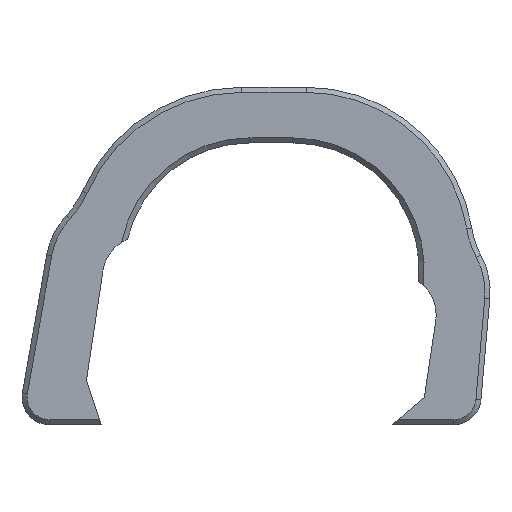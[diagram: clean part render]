
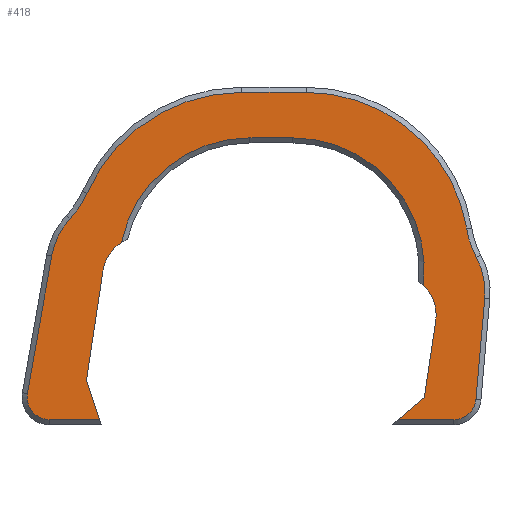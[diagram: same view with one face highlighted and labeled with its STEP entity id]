
A CAD part, front view. The second image highlights one B-rep face of the part: STEP entity #418.
In plain terms, the highlighted planar face has unit normal (0, -1, 0).
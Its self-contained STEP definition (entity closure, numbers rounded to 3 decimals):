
#223=CARTESIAN_POINT('',(0.,-49.891,0.));
#224=DIRECTION('',(0.,1.,0.));
#225=DIRECTION('',(0.,0.,1.));
#226=AXIS2_PLACEMENT_3D('',#223,#224,#225);
#227=PLANE('',#226);
#228=CARTESIAN_POINT('',(-61.685,-49.891,18.166));
#229=VERTEX_POINT('',#228);
#230=CARTESIAN_POINT('',(-60.231,-49.891,18.166));
#231=VERTEX_POINT('',#230);
#232=CARTESIAN_POINT('',(-61.685,-49.891,18.166));
#233=DIRECTION('',(1.,0.,-0.));
#234=VECTOR('',#233,1.454);
#235=LINE('',#232,#234);
#236=EDGE_CURVE('',#229,#231,#235,.T.);
#237=ORIENTED_EDGE('',*,*,#236,.T.);
#238=CARTESIAN_POINT('',(-55.818,-49.891,13.18));
#239=VERTEX_POINT('',#238);
#240=CARTESIAN_POINT('',(-60.231,-49.891,13.721));
#241=DIRECTION('',(0.,1.,0.));
#242=DIRECTION('',(0.,-0.,1.));
#243=AXIS2_PLACEMENT_3D('',#240,#241,#242);
#244=CIRCLE('',#243,4.445);
#245=EDGE_CURVE('',#231,#239,#244,.T.);
#246=ORIENTED_EDGE('',*,*,#245,.T.);
#247=CARTESIAN_POINT('',(-55.394,-49.891,11.956));
#248=VERTEX_POINT('',#247);
#249=CARTESIAN_POINT('',(-56.772,-49.891,12.164));
#250=DIRECTION('',(-0.,1.,-0.));
#251=DIRECTION('',(0.,0.,-1.));
#252=AXIS2_PLACEMENT_3D('',#249,#250,#251);
#253=CIRCLE('',#252,1.393);
#254=EDGE_CURVE('',#239,#248,#253,.T.);
#255=ORIENTED_EDGE('',*,*,#254,.T.);
#256=CARTESIAN_POINT('',(-55.782,-49.891,9.382));
#257=VERTEX_POINT('',#256);
#258=CARTESIAN_POINT('',(-55.782,-49.891,9.382));
#259=DIRECTION('',(0.149,0.,0.989));
#260=VECTOR('',#259,2.604);
#261=LINE('',#258,#260);
#262=EDGE_CURVE('',#257,#248,#261,.T.);
#263=ORIENTED_EDGE('',*,*,#262,.F.);
#264=CARTESIAN_POINT('',(-56.664,-49.891,8.623));
#265=VERTEX_POINT('',#264);
#266=CARTESIAN_POINT('',(-56.664,-49.891,8.623));
#267=DIRECTION('',(0.758,0.,0.652));
#268=VECTOR('',#267,1.163);
#269=LINE('',#266,#268);
#270=EDGE_CURVE('',#265,#257,#269,.T.);
#271=ORIENTED_EDGE('',*,*,#270,.F.);
#272=CARTESIAN_POINT('',(-54.779,-49.891,8.623));
#273=VERTEX_POINT('',#272);
#274=CARTESIAN_POINT('',(-56.664,-49.891,8.623));
#275=DIRECTION('',(1.,0.,-0.));
#276=VECTOR('',#275,1.885);
#277=LINE('',#274,#276);
#278=EDGE_CURVE('',#265,#273,#277,.T.);
#279=ORIENTED_EDGE('',*,*,#278,.T.);
#280=CARTESIAN_POINT('',(-54.032,-49.891,9.307));
#281=VERTEX_POINT('',#280);
#282=CARTESIAN_POINT('',(-54.779,-49.891,9.373));
#283=DIRECTION('',(-0.,-1.,-0.));
#284=DIRECTION('',(0.,-0.,1.));
#285=AXIS2_PLACEMENT_3D('',#282,#283,#284);
#286=CIRCLE('',#285,0.749);
#287=EDGE_CURVE('',#273,#281,#286,.T.);
#288=ORIENTED_EDGE('',*,*,#287,.T.);
#289=CARTESIAN_POINT('',(-53.732,-49.891,12.737));
#290=VERTEX_POINT('',#289);
#291=CARTESIAN_POINT('',(-54.032,-49.891,9.307));
#292=DIRECTION('',(0.087,0.,0.996));
#293=VECTOR('',#292,3.443);
#294=LINE('',#291,#293);
#295=EDGE_CURVE('',#281,#290,#294,.T.);
#296=ORIENTED_EDGE('',*,*,#295,.T.);
#297=CARTESIAN_POINT('',(-54.015,-49.891,14.111));
#298=VERTEX_POINT('',#297);
#299=CARTESIAN_POINT('',(-56.178,-49.891,12.951));
#300=DIRECTION('',(-0.,-1.,-0.));
#301=DIRECTION('',(0.,-0.,1.));
#302=AXIS2_PLACEMENT_3D('',#299,#300,#301);
#303=CIRCLE('',#302,2.455);
#304=EDGE_CURVE('',#290,#298,#303,.T.);
#305=ORIENTED_EDGE('',*,*,#304,.T.);
#306=CARTESIAN_POINT('',(-54.342,-49.891,15.078));
#307=VERTEX_POINT('',#306);
#308=CARTESIAN_POINT('',(-51.286,-49.891,15.575));
#309=DIRECTION('',(0.,1.,0.));
#310=DIRECTION('',(0.,-0.,1.));
#311=AXIS2_PLACEMENT_3D('',#308,#309,#310);
#312=CIRCLE('',#311,3.097);
#313=EDGE_CURVE('',#298,#307,#312,.T.);
#314=ORIENTED_EDGE('',*,*,#313,.T.);
#315=CARTESIAN_POINT('',(-59.783,-49.891,19.706));
#316=VERTEX_POINT('',#315);
#317=CARTESIAN_POINT('',(-59.783,-49.891,14.194));
#318=DIRECTION('',(-0.,-1.,-0.));
#319=DIRECTION('',(0.,-0.,1.));
#320=AXIS2_PLACEMENT_3D('',#317,#318,#319);
#321=CIRCLE('',#320,5.513);
#322=EDGE_CURVE('',#307,#316,#321,.T.);
#323=ORIENTED_EDGE('',*,*,#322,.T.);
#324=CARTESIAN_POINT('',(-61.958,-49.891,19.706));
#325=VERTEX_POINT('',#324);
#326=CARTESIAN_POINT('',(-59.783,-49.891,19.706));
#327=DIRECTION('',(-1.,0.,0.));
#328=VECTOR('',#327,2.175);
#329=LINE('',#326,#328);
#330=EDGE_CURVE('',#316,#325,#329,.T.);
#331=ORIENTED_EDGE('',*,*,#330,.T.);
#332=CARTESIAN_POINT('',(-67.207,-49.891,16.285));
#333=VERTEX_POINT('',#332);
#334=CARTESIAN_POINT('',(-61.958,-49.891,13.97));
#335=DIRECTION('',(-0.,-1.,-0.));
#336=DIRECTION('',(0.,-0.,1.));
#337=AXIS2_PLACEMENT_3D('',#334,#335,#336);
#338=CIRCLE('',#337,5.737);
#339=EDGE_CURVE('',#325,#333,#338,.T.);
#340=ORIENTED_EDGE('',*,*,#339,.T.);
#341=CARTESIAN_POINT('',(-67.776,-49.891,15.422));
#342=VERTEX_POINT('',#341);
#343=CARTESIAN_POINT('',(-70.04,-49.891,17.535));
#344=DIRECTION('',(0.,1.,0.));
#345=DIRECTION('',(0.,-0.,1.));
#346=AXIS2_PLACEMENT_3D('',#343,#344,#345);
#347=CIRCLE('',#346,3.097);
#348=EDGE_CURVE('',#333,#342,#347,.T.);
#349=ORIENTED_EDGE('',*,*,#348,.T.);
#350=CARTESIAN_POINT('',(-68.4,-49.891,14.173));
#351=VERTEX_POINT('',#350);
#352=CARTESIAN_POINT('',(-65.982,-49.891,13.746));
#353=DIRECTION('',(-0.,-1.,-0.));
#354=DIRECTION('',(0.,-0.,1.));
#355=AXIS2_PLACEMENT_3D('',#352,#353,#354);
#356=CIRCLE('',#355,2.455);
#357=EDGE_CURVE('',#342,#351,#356,.T.);
#358=ORIENTED_EDGE('',*,*,#357,.T.);
#359=CARTESIAN_POINT('',(-69.223,-49.891,9.503));
#360=VERTEX_POINT('',#359);
#361=CARTESIAN_POINT('',(-68.4,-49.891,14.173));
#362=DIRECTION('',(-0.174,0.,-0.985));
#363=VECTOR('',#362,4.742);
#364=LINE('',#361,#363);
#365=EDGE_CURVE('',#351,#360,#364,.T.);
#366=ORIENTED_EDGE('',*,*,#365,.T.);
#367=CARTESIAN_POINT('',(-68.485,-49.891,8.623));
#368=VERTEX_POINT('',#367);
#369=CARTESIAN_POINT('',(-68.485,-49.891,9.373));
#370=DIRECTION('',(-0.,-1.,-0.));
#371=DIRECTION('',(0.,-0.,1.));
#372=AXIS2_PLACEMENT_3D('',#369,#370,#371);
#373=CIRCLE('',#372,0.749);
#374=EDGE_CURVE('',#360,#368,#373,.T.);
#375=ORIENTED_EDGE('',*,*,#374,.T.);
#376=CARTESIAN_POINT('',(-66.778,-49.891,8.623));
#377=VERTEX_POINT('',#376);
#378=CARTESIAN_POINT('',(-68.485,-49.891,8.623));
#379=DIRECTION('',(1.,0.,-0.));
#380=VECTOR('',#379,1.707);
#381=LINE('',#378,#380);
#382=EDGE_CURVE('',#368,#377,#381,.T.);
#383=ORIENTED_EDGE('',*,*,#382,.T.);
#384=CARTESIAN_POINT('',(-67.225,-49.891,9.955));
#385=VERTEX_POINT('',#384);
#386=CARTESIAN_POINT('',(-67.225,-49.891,9.955));
#387=DIRECTION('',(0.318,0.,-0.948));
#388=VECTOR('',#387,1.405);
#389=LINE('',#386,#388);
#390=EDGE_CURVE('',#385,#377,#389,.T.);
#391=ORIENTED_EDGE('',*,*,#390,.F.);
#392=CARTESIAN_POINT('',(-66.667,-49.891,13.656));
#393=VERTEX_POINT('',#392);
#394=CARTESIAN_POINT('',(-67.225,-49.891,9.955));
#395=DIRECTION('',(0.149,-0.,0.989));
#396=VECTOR('',#395,3.743);
#397=LINE('',#394,#396);
#398=EDGE_CURVE('',#385,#393,#397,.T.);
#399=ORIENTED_EDGE('',*,*,#398,.T.);
#400=CARTESIAN_POINT('',(-66.037,-49.891,14.624));
#401=VERTEX_POINT('',#400);
#402=CARTESIAN_POINT('',(-65.289,-49.891,13.449));
#403=DIRECTION('',(0.,1.,0.));
#404=DIRECTION('',(0.,-0.,1.));
#405=AXIS2_PLACEMENT_3D('',#402,#403,#404);
#406=CIRCLE('',#405,1.393);
#407=EDGE_CURVE('',#393,#401,#406,.T.);
#408=ORIENTED_EDGE('',*,*,#407,.T.);
#409=CARTESIAN_POINT('',(-61.685,-49.891,13.721));
#410=DIRECTION('',(0.,1.,0.));
#411=DIRECTION('',(0.,-0.,1.));
#412=AXIS2_PLACEMENT_3D('',#409,#410,#411);
#413=CIRCLE('',#412,4.445);
#414=EDGE_CURVE('',#401,#229,#413,.T.);
#415=ORIENTED_EDGE('',*,*,#414,.T.);
#416=EDGE_LOOP('',(#237,#246,#255,#263,#271,#279,#288,#296,#305,#314,#323,#331,#340,#349,#358,#366,#375,#383,#391,#399,#408,#415));
#417=FACE_BOUND('',#416,.T.);
#418=ADVANCED_FACE('',(#417),#227,.F.);
